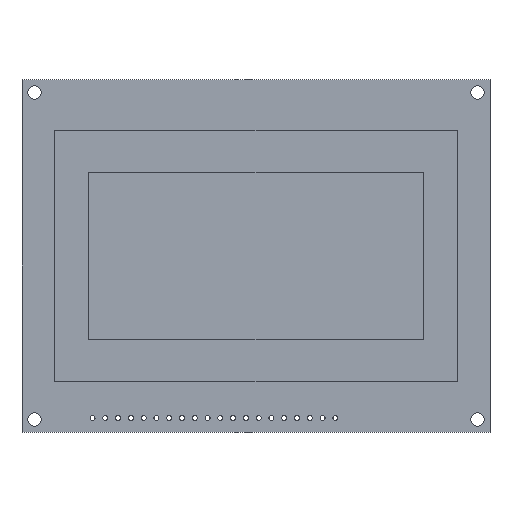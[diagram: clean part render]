
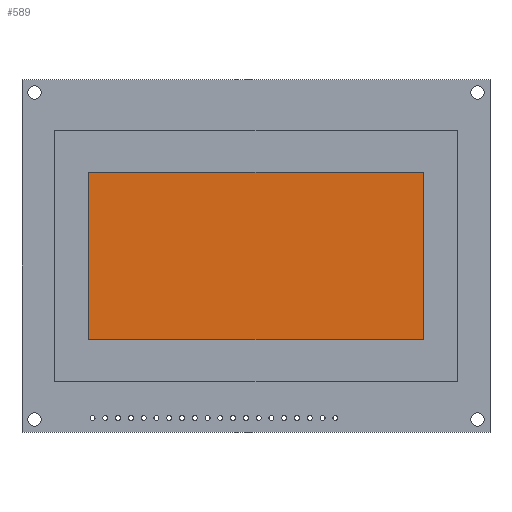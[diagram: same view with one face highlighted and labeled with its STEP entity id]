
A CAD part, top view. The second image highlights one B-rep face of the part: STEP entity #589.
In plain terms, the highlighted planar face has unit normal (0, 0, 1).
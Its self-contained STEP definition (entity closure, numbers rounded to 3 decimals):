
#589=ADVANCED_FACE('',(#1167),#1169,.T.);
#1167=FACE_BOUND('',#1168,.T.);
#1168=EDGE_LOOP('',(#1434,#1435,#1436,#1437));
#1169=PLANE('',#1170);
#1170=AXIS2_PLACEMENT_3D('',#1171,#1172,#1173);
#1171=CARTESIAN_POINT('',(0.,0.,9.5));
#1172=DIRECTION('',(0.,0.,1.));
#1173=DIRECTION('',(1.,0.,0.));
#1434=ORIENTED_EDGE('',*,*,#1559,.T.);
#1435=ORIENTED_EDGE('',*,*,#1565,.T.);
#1436=ORIENTED_EDGE('',*,*,#1563,.T.);
#1437=ORIENTED_EDGE('',*,*,#1561,.T.);
#1559=EDGE_CURVE('',#1792,#1790,#1793,.T.);
#1561=EDGE_CURVE('',#1795,#1792,#1796,.T.);
#1563=EDGE_CURVE('',#1798,#1795,#1799,.T.);
#1565=EDGE_CURVE('',#1790,#1798,#1801,.T.);
#1790=VERTEX_POINT('',#2314);
#1792=VERTEX_POINT('',#2318);
#1793=LINE('',#2319,#2320);
#1795=VERTEX_POINT('',#2325);
#1796=LINE('',#2326,#2327);
#1798=VERTEX_POINT('',#2332);
#1799=LINE('',#2333,#2334);
#1801=LINE('',#2339,#2340);
#2314=CARTESIAN_POINT('',(79.76,51.62,9.5));
#2318=CARTESIAN_POINT('',(79.76,18.38,9.5));
#2319=CARTESIAN_POINT('',(79.76,18.38,9.5));
#2320=VECTOR('',#2321,1.);
#2321=DIRECTION('',(0.,1.,0.));
#2325=CARTESIAN_POINT('',(13.24,18.38,9.5));
#2326=CARTESIAN_POINT('',(13.24,18.38,9.5));
#2327=VECTOR('',#2328,1.);
#2328=DIRECTION('',(1.,0.,0.));
#2332=CARTESIAN_POINT('',(13.24,51.62,9.5));
#2333=CARTESIAN_POINT('',(13.24,51.62,9.5));
#2334=VECTOR('',#2335,1.);
#2335=DIRECTION('',(0.,-1.,0.));
#2339=CARTESIAN_POINT('',(79.76,51.62,9.5));
#2340=VECTOR('',#2341,1.);
#2341=DIRECTION('',(-1.,0.,0.));
